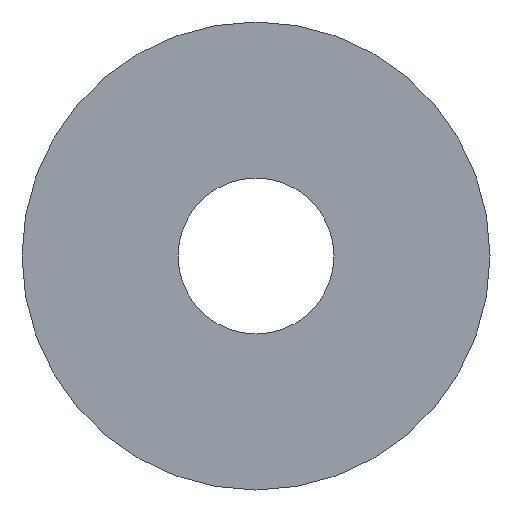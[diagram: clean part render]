
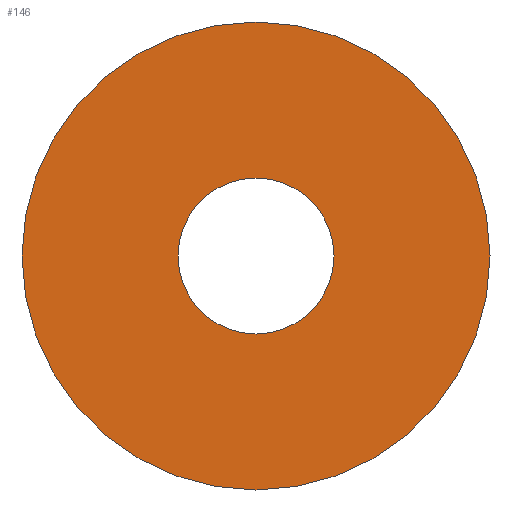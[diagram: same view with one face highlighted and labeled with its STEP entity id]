
A CAD part, left-side view. The second image highlights one B-rep face of the part: STEP entity #146.
In plain terms, the highlighted planar face has unit normal (-1, 0, 0).
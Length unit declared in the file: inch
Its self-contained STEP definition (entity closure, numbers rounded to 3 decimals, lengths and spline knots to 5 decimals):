
#3 = VERTEX_POINT ( 'NONE', #188 ) ;
#4 = AXIS2_PLACEMENT_3D ( 'NONE', #94, #38, #250 ) ;
#16 = DIRECTION ( 'NONE',  ( 1., 0., 0. ) ) ;
#19 = CARTESIAN_POINT ( 'NONE',  ( 0., 0., 0. ) ) ;
#25 = CIRCLE ( 'NONE', #55, 0.0625 ) ;
#36 = AXIS2_PLACEMENT_3D ( 'NONE', #134, #62, #42 ) ;
#38 = DIRECTION ( 'NONE',  ( 1., 0., 0. ) ) ;
#39 = CARTESIAN_POINT ( 'NONE',  ( 0., 0., 0.0625 ) ) ;
#40 = ORIENTED_EDGE ( 'NONE', *, *, #84, .F. ) ;
#42 = DIRECTION ( 'NONE',  ( 0., 0., -1. ) ) ;
#48 = VERTEX_POINT ( 'NONE', #247 ) ;
#52 = AXIS2_PLACEMENT_3D ( 'NONE', #172, #97, #228 ) ;
#55 = AXIS2_PLACEMENT_3D ( 'NONE', #19, #16, #81 ) ;
#62 = DIRECTION ( 'NONE',  ( 1., 0., 0. ) ) ;
#66 = VERTEX_POINT ( 'NONE', #92 ) ;
#74 = AXIS2_PLACEMENT_3D ( 'NONE', #249, #193, #205 ) ;
#81 = DIRECTION ( 'NONE',  ( 0., 0., -1. ) ) ;
#84 = EDGE_CURVE ( 'NONE', #3, #48, #107, .T. ) ;
#92 = CARTESIAN_POINT ( 'NONE',  ( 0., 0., -0.0625 ) ) ;
#93 = FACE_OUTER_BOUND ( 'NONE', #95, .T. ) ;
#94 = CARTESIAN_POINT ( 'NONE',  ( 0., 0., 0. ) ) ;
#95 = EDGE_LOOP ( 'NONE', ( #204, #40 ) ) ;
#97 = DIRECTION ( 'NONE',  ( 1., 0., 0. ) ) ;
#98 = CIRCLE ( 'NONE', #52, 0.0625 ) ;
#107 = CIRCLE ( 'NONE', #4, 0.1875 ) ;
#127 = ORIENTED_EDGE ( 'NONE', *, *, #189, .T. ) ;
#134 = CARTESIAN_POINT ( 'NONE',  ( 0., 0., 0. ) ) ;
#144 = ORIENTED_EDGE ( 'NONE', *, *, #176, .T. ) ;
#146 = ADVANCED_FACE ( 'NONE', ( #93, #235 ), #225, .F. ) ;
#172 = CARTESIAN_POINT ( 'NONE',  ( 0., 0., 0. ) ) ;
#176 = EDGE_CURVE ( 'NONE', #181, #66, #25, .T. ) ;
#181 = VERTEX_POINT ( 'NONE', #39 ) ;
#185 = EDGE_CURVE ( 'NONE', #48, #3, #215, .T. ) ;
#188 = CARTESIAN_POINT ( 'NONE',  ( 0., 0., -0.1875 ) ) ;
#189 = EDGE_CURVE ( 'NONE', #66, #181, #98, .T. ) ;
#193 = DIRECTION ( 'NONE',  ( 1., 0., 0. ) ) ;
#204 = ORIENTED_EDGE ( 'NONE', *, *, #185, .F. ) ;
#205 = DIRECTION ( 'NONE',  ( 0., 0., -1. ) ) ;
#208 = EDGE_LOOP ( 'NONE', ( #144, #127 ) ) ;
#215 = CIRCLE ( 'NONE', #36, 0.1875 ) ;
#225 = PLANE ( 'NONE',  #74 ) ;
#228 = DIRECTION ( 'NONE',  ( 0., 0., -1. ) ) ;
#235 = FACE_BOUND ( 'NONE', #208, .T. ) ;
#247 = CARTESIAN_POINT ( 'NONE',  ( 0., 0., 0.1875 ) ) ;
#249 = CARTESIAN_POINT ( 'NONE',  ( 0., 0., 0. ) ) ;
#250 = DIRECTION ( 'NONE',  ( 0., 0., -1. ) ) ;
